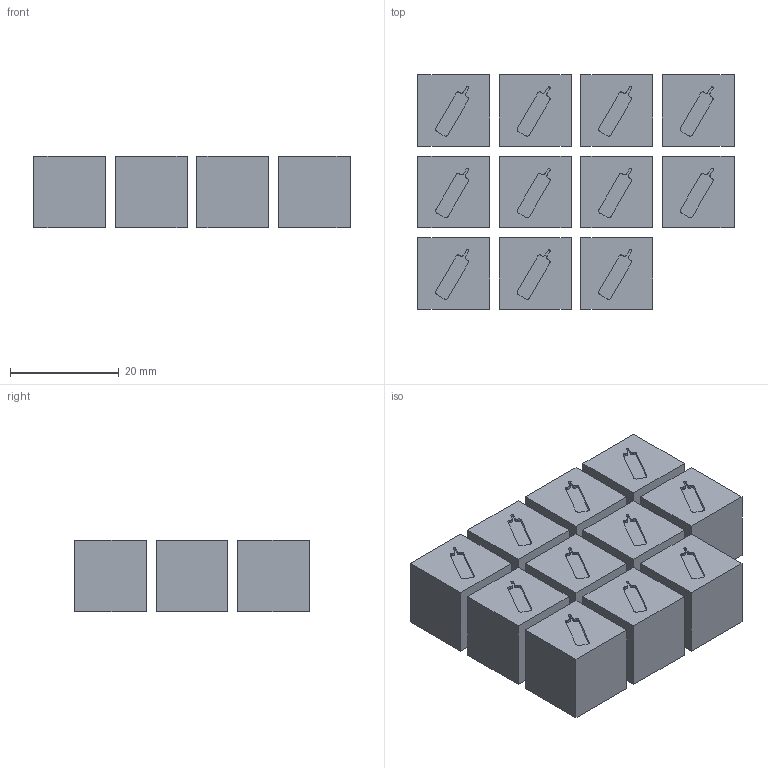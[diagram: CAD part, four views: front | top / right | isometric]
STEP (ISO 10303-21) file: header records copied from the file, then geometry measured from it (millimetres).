
FILE_DESCRIPTION(('HOOPS Exchange Step'),'2;1');
FILE_NAME('temp_export','2024-07-24T09:57:05+08:00',('sharma21'),('Shapr3D Limited'),'HOOPS Exchange 2024.2','Shapr3D','Authorized');
FILE_SCHEMA( ('AUTOMOTIVE_DESIGN { 1 0 10303 214 1 1 1 1 }') );
Length unit declared in the file: millimetre
Products named in the file (1): root
Bounding box: 58.2 x 43.2 x 13.2 mm (x, y, z)
Volume: 25179.4 mm3; surface area: 11630.4 mm2
Topology: 11 solids, 11 shells, 286 faces, 759 edges, 506 vertices
Faces by surface type: plane 176, cylinder 110
Entity records: 8917 total; most frequent: DIRECTION 1553, CARTESIAN_POINT 1552, ORIENTED_EDGE 1518, EDGE_CURVE 759, VECTOR 539, LINE 539, AXIS2_PLACEMENT_3D 507, VERTEX_POINT 506
